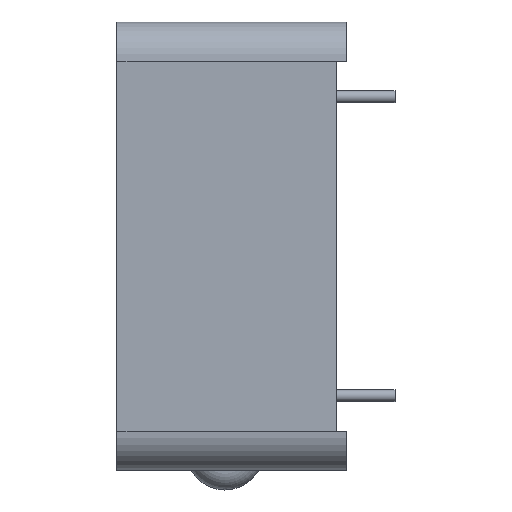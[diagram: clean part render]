
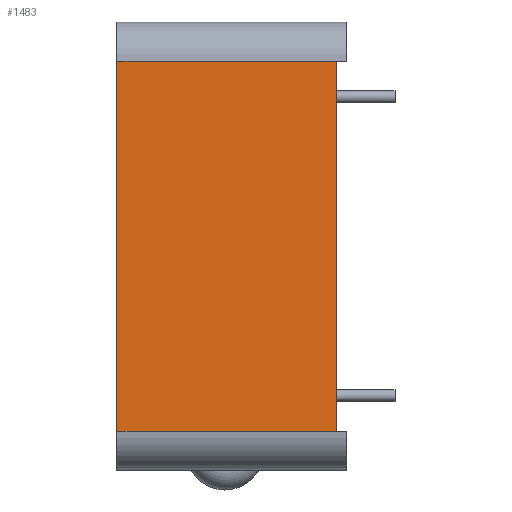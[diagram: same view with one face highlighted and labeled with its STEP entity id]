
A CAD part, left-side view. The second image highlights one B-rep face of the part: STEP entity #1483.
In plain terms, the highlighted planar face has unit normal (-1, 0, 0).
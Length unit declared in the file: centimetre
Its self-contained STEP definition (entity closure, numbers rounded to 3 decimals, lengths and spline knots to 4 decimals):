
#117=VECTOR('',#1898,1.);
#145=VECTOR('',#1941,1.);
#164=VECTOR('',#1988,1.);
#179=VECTOR('',#2010,1.);
#191=LINE('',#2245,#117);
#219=LINE('',#2308,#145);
#238=LINE('',#2361,#164);
#253=LINE('',#2395,#179);
#313=PLANE('',#1660);
#415=VERTEX_POINT('',#2223);
#426=VERTEX_POINT('',#2244);
#448=VERTEX_POINT('',#2307);
#449=VERTEX_POINT('',#2309);
#628=EDGE_CURVE('',#415,#426,#191,.T.);
#658=EDGE_CURVE('',#449,#448,#219,.T.);
#709=EDGE_CURVE('',#426,#449,#253,.T.);
#710=EDGE_CURVE('',#415,#448,#238,.T.);
#999=ORIENTED_EDGE('',*,*,#628,.T.);
#1000=ORIENTED_EDGE('',*,*,#709,.T.);
#1001=ORIENTED_EDGE('',*,*,#658,.T.);
#1002=ORIENTED_EDGE('',*,*,#710,.F.);
#1203=EDGE_LOOP('',(#999,#1000,#1001,#1002));
#1379=FACE_BOUND('',#1203,.T.);
#1483=ADVANCED_FACE('',(#1379),#313,.T.);
#1660=AXIS2_PLACEMENT_3D('',#2402,#2021,$);
#1898=DIRECTION('',(0.,0.,1.));
#1941=DIRECTION('',(0.,0.,-1.));
#1988=DIRECTION('',(0.,1.,0.));
#2010=DIRECTION('',(0.,1.,0.));
#2021=DIRECTION('',(-1.,0.,0.));
#2223=CARTESIAN_POINT('',(-2.5273,0.051,-0.943));
#2244=CARTESIAN_POINT('',(-2.5273,0.051,0.943));
#2245=CARTESIAN_POINT('',(-2.5273,0.051,0.));
#2307=CARTESIAN_POINT('',(-2.5273,1.1684,-0.943));
#2308=CARTESIAN_POINT('',(-2.5273,1.1684,-0.943));
#2309=CARTESIAN_POINT('',(-2.5273,1.1684,0.943));
#2361=CARTESIAN_POINT('',(-2.5273,0.,-0.943));
#2395=CARTESIAN_POINT('',(-2.5273,0.,0.943));
#2402=CARTESIAN_POINT('',(-2.5273,0.,0.));
